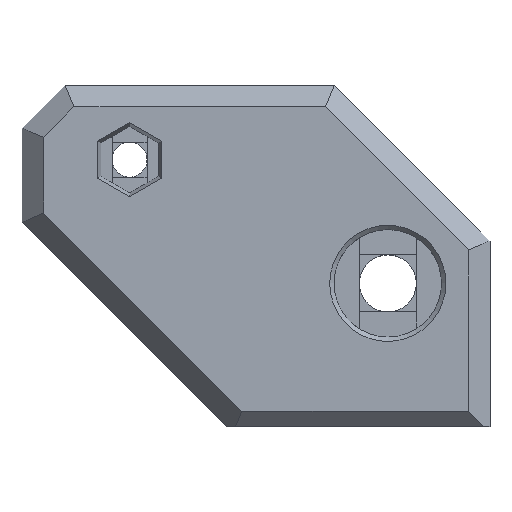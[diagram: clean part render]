
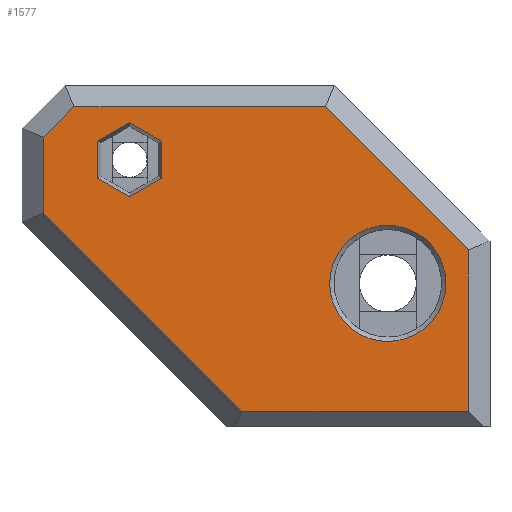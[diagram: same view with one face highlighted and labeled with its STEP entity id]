
A CAD part, top view. The second image highlights one B-rep face of the part: STEP entity #1577.
In plain terms, the highlighted planar face has unit normal (0, 0, 1).
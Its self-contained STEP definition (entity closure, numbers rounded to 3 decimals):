
#19=FACE_BOUND('',#262,.T.);
#20=FACE_BOUND('',#263,.T.);
#83=PLANE('',#1712);
#170=FACE_OUTER_BOUND('',#261,.T.);
#261=EDGE_LOOP('',(#1328,#1329,#1330,#1331,#1332,#1333,#1334));
#262=EDGE_LOOP('',(#1335,#1336,#1337,#1338,#1339,#1340));
#263=EDGE_LOOP('',(#1341));
#407=LINE('',#2470,#596);
#420=LINE('',#2495,#609);
#424=LINE('',#2502,#613);
#427=LINE('',#2508,#616);
#430=LINE('',#2514,#619);
#432=LINE('',#2519,#621);
#435=LINE('',#2523,#624);
#436=LINE('',#2527,#625);
#437=LINE('',#2529,#626);
#438=LINE('',#2531,#627);
#439=LINE('',#2533,#628);
#440=LINE('',#2535,#629);
#441=LINE('',#2536,#630);
#596=VECTOR('',#2016,10.);
#609=VECTOR('',#2033,10.);
#613=VECTOR('',#2039,10.);
#616=VECTOR('',#2044,10.);
#619=VECTOR('',#2049,10.);
#621=VECTOR('',#2053,10.);
#624=VECTOR('',#2058,10.);
#625=VECTOR('',#2061,10.);
#626=VECTOR('',#2062,10.);
#627=VECTOR('',#2063,10.);
#628=VECTOR('',#2064,10.);
#629=VECTOR('',#2065,10.);
#630=VECTOR('',#2066,10.);
#701=CIRCLE('',#1713,5.4);
#797=VERTEX_POINT('',#2467);
#798=VERTEX_POINT('',#2469);
#808=VERTEX_POINT('',#2494);
#810=VERTEX_POINT('',#2500);
#812=VERTEX_POINT('',#2506);
#814=VERTEX_POINT('',#2512);
#816=VERTEX_POINT('',#2518);
#817=VERTEX_POINT('',#2525);
#818=VERTEX_POINT('',#2526);
#819=VERTEX_POINT('',#2528);
#820=VERTEX_POINT('',#2530);
#821=VERTEX_POINT('',#2532);
#822=VERTEX_POINT('',#2534);
#823=VERTEX_POINT('',#2537);
#978=EDGE_CURVE('',#797,#798,#407,.T.);
#991=EDGE_CURVE('',#798,#808,#420,.T.);
#995=EDGE_CURVE('',#810,#797,#424,.T.);
#998=EDGE_CURVE('',#812,#810,#427,.T.);
#1001=EDGE_CURVE('',#814,#812,#430,.T.);
#1003=EDGE_CURVE('',#808,#816,#432,.T.);
#1006=EDGE_CURVE('',#816,#814,#435,.T.);
#1007=EDGE_CURVE('',#817,#818,#436,.T.);
#1008=EDGE_CURVE('',#819,#817,#437,.T.);
#1009=EDGE_CURVE('',#820,#819,#438,.T.);
#1010=EDGE_CURVE('',#821,#820,#439,.T.);
#1011=EDGE_CURVE('',#822,#821,#440,.T.);
#1012=EDGE_CURVE('',#818,#822,#441,.T.);
#1013=EDGE_CURVE('',#823,#823,#701,.T.);
#1328=ORIENTED_EDGE('',*,*,#978,.F.);
#1329=ORIENTED_EDGE('',*,*,#995,.F.);
#1330=ORIENTED_EDGE('',*,*,#998,.F.);
#1331=ORIENTED_EDGE('',*,*,#1001,.F.);
#1332=ORIENTED_EDGE('',*,*,#1006,.F.);
#1333=ORIENTED_EDGE('',*,*,#1003,.F.);
#1334=ORIENTED_EDGE('',*,*,#991,.F.);
#1335=ORIENTED_EDGE('',*,*,#1007,.F.);
#1336=ORIENTED_EDGE('',*,*,#1008,.F.);
#1337=ORIENTED_EDGE('',*,*,#1009,.F.);
#1338=ORIENTED_EDGE('',*,*,#1010,.F.);
#1339=ORIENTED_EDGE('',*,*,#1011,.F.);
#1340=ORIENTED_EDGE('',*,*,#1012,.F.);
#1341=ORIENTED_EDGE('',*,*,#1013,.F.);
#1577=ADVANCED_FACE('',(#170,#19,#20),#83,.T.);
#1712=AXIS2_PLACEMENT_3D('',#2524,#2059,#2060);
#1713=AXIS2_PLACEMENT_3D('',#2538,#2067,#2068);
#2016=DIRECTION('',(-1.,0.,0.));
#2033=DIRECTION('',(-0.707,0.707,0.));
#2039=DIRECTION('',(0.,-1.,0.));
#2044=DIRECTION('',(0.707,-0.707,0.));
#2049=DIRECTION('',(1.,0.,0.));
#2053=DIRECTION('',(0.,1.,0.));
#2058=DIRECTION('',(0.707,0.707,0.));
#2059=DIRECTION('center_axis',(0.,0.,1.));
#2060=DIRECTION('ref_axis',(1.,0.,0.));
#2061=DIRECTION('',(0.866,0.5,0.));
#2062=DIRECTION('',(0.866,-0.5,0.));
#2063=DIRECTION('',(0.,-1.,0.));
#2064=DIRECTION('',(-0.866,-0.5,0.));
#2065=DIRECTION('',(-0.866,0.5,0.));
#2066=DIRECTION('',(0.,1.,0.));
#2067=DIRECTION('center_axis',(0.,0.,1.));
#2068=DIRECTION('ref_axis',(1.,0.,0.));
#2467=CARTESIAN_POINT('',(31.5,-23.4,0.));
#2469=CARTESIAN_POINT('',(10.428,-23.4,0.));
#2470=CARTESIAN_POINT('',(22.625,-23.4,0.));
#2494=CARTESIAN_POINT('',(-8.,-4.972,0.));
#2495=CARTESIAN_POINT('',(7.139,-20.111,0.));
#2500=CARTESIAN_POINT('',(31.5,-8.393,0.));
#2502=CARTESIAN_POINT('',(31.5,-8.257,0.));
#2506=CARTESIAN_POINT('',(18.207,4.9,0.));
#2508=CARTESIAN_POINT('',(19.762,3.345,0.));
#2512=CARTESIAN_POINT('',(-5.172,4.9,0.));
#2514=CARTESIAN_POINT('',(0.875,4.9,0.));
#2518=CARTESIAN_POINT('',(-8.,2.072,0.));
#2519=CARTESIAN_POINT('',(-8.,-7.375,0.));
#2523=CARTESIAN_POINT('',(-5.111,4.961,0.));
#2524=CARTESIAN_POINT('Origin',(11.75,-8.95,0.));
#2525=CARTESIAN_POINT('',(0.,-3.446,0.));
#2526=CARTESIAN_POINT('',(2.985,-1.723,0.));
#2527=CARTESIAN_POINT('',(4.632,-0.772,0.));
#2528=CARTESIAN_POINT('',(-2.985,-1.723,0.));
#2529=CARTESIAN_POINT('',(5.523,-6.635,0.));
#2530=CARTESIAN_POINT('',(-2.985,1.723,0.));
#2531=CARTESIAN_POINT('',(-2.985,-5.25,0.));
#2532=CARTESIAN_POINT('',(0.,3.446,0.));
#2533=CARTESIAN_POINT('',(0.305,3.623,0.));
#2534=CARTESIAN_POINT('',(2.985,1.723,0.));
#2535=CARTESIAN_POINT('',(7.165,-0.69,0.));
#2536=CARTESIAN_POINT('',(2.985,-3.7,0.));
#2537=CARTESIAN_POINT('',(18.6,-11.5,0.));
#2538=CARTESIAN_POINT('Origin',(24.,-11.5,0.));
